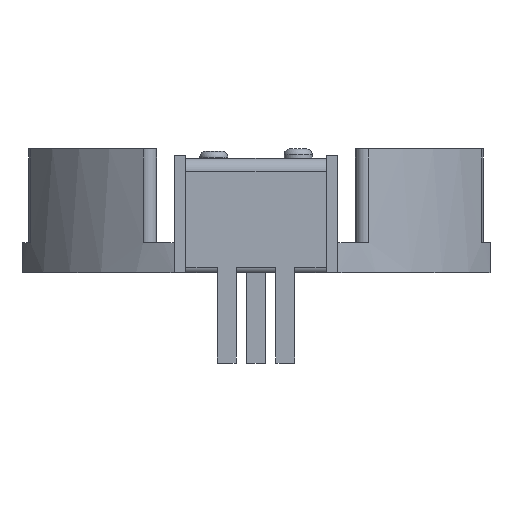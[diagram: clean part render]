
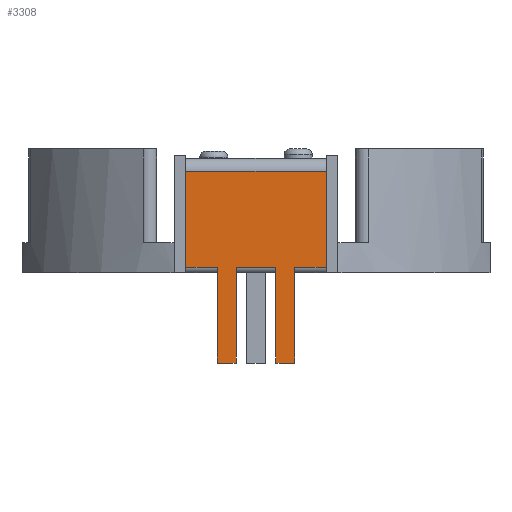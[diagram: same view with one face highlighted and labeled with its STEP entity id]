
A CAD part, left-side view. The second image highlights one B-rep face of the part: STEP entity #3308.
In plain terms, the highlighted planar face has unit normal (-1, 0, 0).
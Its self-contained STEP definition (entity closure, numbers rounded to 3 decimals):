
#114=PLANE('',#3642);
#270=FACE_OUTER_BOUND('',#446,.T.);
#446=EDGE_LOOP('',(#2891,#2892,#2893,#2894,#2895,#2896,#2897,#2898,#2899,
#2900,#2901,#2902));
#636=LINE('',#5286,#944);
#640=LINE('',#5298,#948);
#643=LINE('',#5304,#951);
#646=LINE('',#5312,#954);
#647=LINE('',#5315,#955);
#654=LINE('',#5335,#962);
#657=LINE('',#5341,#965);
#661=LINE('',#5350,#969);
#665=LINE('',#5363,#973);
#700=LINE('',#5478,#1008);
#721=LINE('',#5538,#1029);
#726=LINE('',#5548,#1034);
#944=VECTOR('',#4242,10.);
#948=VECTOR('',#4252,10.);
#951=VECTOR('',#4259,10.);
#954=VECTOR('',#4268,10.);
#955=VECTOR('',#4271,10.);
#962=VECTOR('',#4290,10.);
#965=VECTOR('',#4295,10.);
#969=VECTOR('',#4303,10.);
#973=VECTOR('',#4319,10.);
#1008=VECTOR('',#4432,10.);
#1029=VECTOR('',#4481,10.);
#1034=VECTOR('',#4496,10.);
#1448=VERTEX_POINT('',#5276);
#1452=VERTEX_POINT('',#5284);
#1455=VERTEX_POINT('',#5294);
#1457=VERTEX_POINT('',#5297);
#1460=VERTEX_POINT('',#5310);
#1461=VERTEX_POINT('',#5314);
#1468=VERTEX_POINT('',#5334);
#1470=VERTEX_POINT('',#5340);
#1473=VERTEX_POINT('',#5349);
#1476=VERTEX_POINT('',#5362);
#1517=VERTEX_POINT('',#5477);
#1542=VERTEX_POINT('',#5536);
#1866=EDGE_CURVE('',#1448,#1452,#636,.T.);
#1871=EDGE_CURVE('',#1457,#1455,#640,.T.);
#1875=EDGE_CURVE('',#1452,#1457,#643,.T.);
#1879=EDGE_CURVE('',#1460,#1455,#646,.T.);
#1880=EDGE_CURVE('',#1448,#1461,#647,.T.);
#1890=EDGE_CURVE('',#1461,#1468,#654,.T.);
#1893=EDGE_CURVE('',#1468,#1470,#657,.T.);
#1898=EDGE_CURVE('',#1470,#1473,#661,.T.);
#1904=EDGE_CURVE('',#1473,#1476,#665,.T.);
#1961=EDGE_CURVE('',#1476,#1517,#700,.T.);
#1993=EDGE_CURVE('',#1460,#1542,#721,.T.);
#1998=EDGE_CURVE('',#1517,#1542,#726,.T.);
#2891=ORIENTED_EDGE('',*,*,#1879,.F.);
#2892=ORIENTED_EDGE('',*,*,#1993,.T.);
#2893=ORIENTED_EDGE('',*,*,#1998,.F.);
#2894=ORIENTED_EDGE('',*,*,#1961,.F.);
#2895=ORIENTED_EDGE('',*,*,#1904,.F.);
#2896=ORIENTED_EDGE('',*,*,#1898,.F.);
#2897=ORIENTED_EDGE('',*,*,#1893,.F.);
#2898=ORIENTED_EDGE('',*,*,#1890,.F.);
#2899=ORIENTED_EDGE('',*,*,#1880,.F.);
#2900=ORIENTED_EDGE('',*,*,#1866,.T.);
#2901=ORIENTED_EDGE('',*,*,#1875,.T.);
#2902=ORIENTED_EDGE('',*,*,#1871,.T.);
#3308=ADVANCED_FACE('',(#270),#114,.T.);
#3642=AXIS2_PLACEMENT_3D('',#5567,#4525,#4526);
#4242=DIRECTION('',(0.,0.,-1.));
#4252=DIRECTION('',(0.,0.,1.));
#4259=DIRECTION('',(0.,-1.,0.));
#4268=DIRECTION('',(0.,1.,0.));
#4271=DIRECTION('',(0.,1.,0.));
#4290=DIRECTION('',(0.,0.,-1.));
#4295=DIRECTION('',(0.,1.,0.));
#4303=DIRECTION('',(0.,0.,1.));
#4319=DIRECTION('',(0.,1.,0.));
#4432=DIRECTION('',(0.,0.,1.));
#4481=DIRECTION('',(0.,0.,1.));
#4496=DIRECTION('',(0.,-1.,0.));
#4525=DIRECTION('center_axis',(-1.,0.,0.));
#4526=DIRECTION('ref_axis',(0.,0.,1.));
#5276=CARTESIAN_POINT('',(-14.,-0.85,0.25));
#5284=CARTESIAN_POINT('',(-14.,-0.85,-3.85));
#5286=CARTESIAN_POINT('',(-14.,-0.85,4.95));
#5294=CARTESIAN_POINT('',(-14.,-1.65,0.25));
#5297=CARTESIAN_POINT('',(-14.,-1.65,-3.85));
#5298=CARTESIAN_POINT('',(-14.,-1.65,-3.85));
#5304=CARTESIAN_POINT('',(-14.,-0.85,-3.85));
#5310=CARTESIAN_POINT('',(-14.,-3.,0.25));
#5312=CARTESIAN_POINT('',(-14.,-3.5,0.25));
#5314=CARTESIAN_POINT('',(-14.,0.85,0.25));
#5315=CARTESIAN_POINT('',(-14.,-3.5,0.25));
#5334=CARTESIAN_POINT('',(-14.,0.85,-3.85));
#5335=CARTESIAN_POINT('',(-14.,0.85,4.95));
#5340=CARTESIAN_POINT('',(-14.,1.65,-3.85));
#5341=CARTESIAN_POINT('',(-14.,0.85,-3.85));
#5349=CARTESIAN_POINT('',(-14.,1.65,0.25));
#5350=CARTESIAN_POINT('',(-14.,1.65,-3.85));
#5362=CARTESIAN_POINT('',(-14.,3.,0.25));
#5363=CARTESIAN_POINT('',(-14.,-3.5,0.25));
#5477=CARTESIAN_POINT('',(-14.,3.,4.35));
#5478=CARTESIAN_POINT('',(-14.,3.,0.));
#5536=CARTESIAN_POINT('',(-14.,-3.,4.35));
#5538=CARTESIAN_POINT('',(-14.,-3.,1.225));
#5548=CARTESIAN_POINT('',(-14.,-3.5,4.35));
#5567=CARTESIAN_POINT('Origin',(-14.,-3.5,0.));
